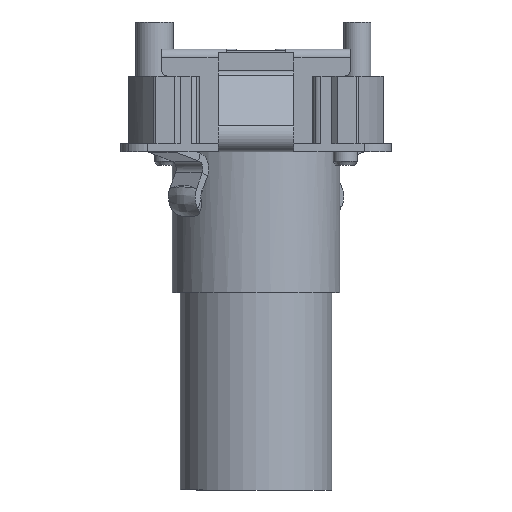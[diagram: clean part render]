
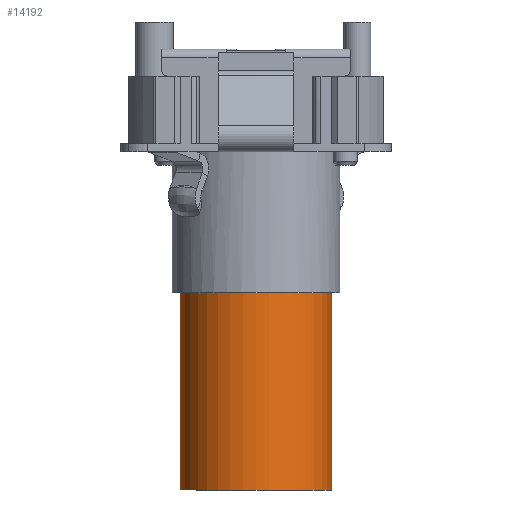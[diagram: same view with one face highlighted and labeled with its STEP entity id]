
A CAD part, front view. The second image highlights one B-rep face of the part: STEP entity #14192.
In plain terms, the highlighted cylindrical face has radius 2.8 mm (diameter 5.6 mm), a partial arc.
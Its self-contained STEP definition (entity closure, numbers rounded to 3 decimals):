
#13585=AXIS2_PLACEMENT_3D('Circle Axis2P3D',#13583,#13584,$) ;
#14162=AXIS2_PLACEMENT_3D('Circle Axis2P3D',#14160,#14161,$) ;
#14174=AXIS2_PLACEMENT_3D('Cylinder Axis2P3D',#14171,#14172,#14173) ;
#13578=CARTESIAN_POINT('Vertex',(7.798,6.046,0.)) ;
#13580=CARTESIAN_POINT('Vertex',(2.198,6.046,0.)) ;
#13583=CARTESIAN_POINT('Axis2P3D Location',(4.998,6.046,0.)) ;
#14155=CARTESIAN_POINT('Vertex',(2.198,6.046,7.3)) ;
#14157=CARTESIAN_POINT('Vertex',(7.798,6.046,7.3)) ;
#14160=CARTESIAN_POINT('Axis2P3D Location',(4.998,6.046,7.3)) ;
#14171=CARTESIAN_POINT('Axis2P3D Location',(4.998,6.046,7.5)) ;
#14176=CARTESIAN_POINT('Line Origine',(2.198,6.046,7.5)) ;
#14181=CARTESIAN_POINT('Line Origine',(7.798,6.046,7.5)) ;
#13584=DIRECTION('Axis2P3D Direction',(0.,0.,1.)) ;
#14161=DIRECTION('Axis2P3D Direction',(0.,0.,-1.)) ;
#14172=DIRECTION('Axis2P3D Direction',(0.,0.,-1.)) ;
#14173=DIRECTION('Axis2P3D XDirection',(1.,0.,0.)) ;
#14177=DIRECTION('Vector Direction',(0.,0.,-1.)) ;
#14182=DIRECTION('Vector Direction',(0.,0.,-1.)) ;
#14178=VECTOR('Line Direction',#14177,1.) ;
#14183=VECTOR('Line Direction',#14182,1.) ;
#14187=ORIENTED_EDGE('',*,*,#14180,.T.) ;
#14188=ORIENTED_EDGE('',*,*,#13587,.T.) ;
#14189=ORIENTED_EDGE('',*,*,#14185,.T.) ;
#14190=ORIENTED_EDGE('',*,*,#14164,.T.) ;
#14192=ADVANCED_FACE('V1',(#14191),#14175,.T.) ;
#13586=CIRCLE('generated circle',#13585,2.8) ;
#14163=CIRCLE('generated circle',#14162,2.8) ;
#14175=CYLINDRICAL_SURFACE('generated cylinder',#14174,2.8) ;
#13587=EDGE_CURVE('',#13581,#13579,#13586,.T.) ;
#14164=EDGE_CURVE('',#14158,#14156,#14163,.T.) ;
#14180=EDGE_CURVE('',#14156,#13581,#14179,.T.) ;
#14185=EDGE_CURVE('',#13579,#14158,#14184,.F.) ;
#14186=EDGE_LOOP('',(#14187,#14188,#14189,#14190)) ;
#14191=FACE_OUTER_BOUND('',#14186,.T.) ;
#14179=LINE('Line',#14176,#14178) ;
#14184=LINE('Line',#14181,#14183) ;
#13579=VERTEX_POINT('',#13578) ;
#13581=VERTEX_POINT('',#13580) ;
#14156=VERTEX_POINT('',#14155) ;
#14158=VERTEX_POINT('',#14157) ;
